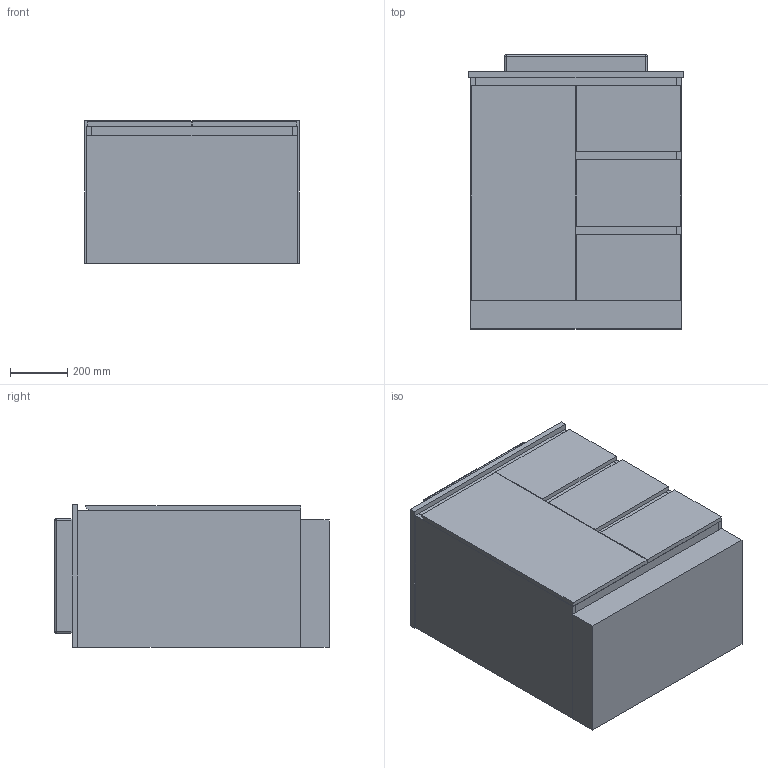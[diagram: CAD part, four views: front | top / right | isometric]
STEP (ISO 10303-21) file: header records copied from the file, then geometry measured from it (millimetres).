
FILE_DESCRIPTION (( 'STEP AP214' ), '1' );
FILE_NAME ('FD Benchtop 750 WK ASSEM.STEP', '2019-03-06T04:42:54', ( '' ), ( '' ), 'SwSTEP 2.0', 'SolidWorks 2015', '' );
FILE_SCHEMA (( 'AUTOMOTIVE_DESIGN' ));
Length unit declared in the file: millimetre
Products named in the file (7): 750 semi inset top; FD Benchtop 750 WK ASSEM; 750 semi inset top ASSEM; Posh Solus Semi-Inset Basin; CERAMIC OVERFLOW COVER; FD Benchtop 750 WK; Posh Solus Semi-Inset Basin ASSEM
Assembly tree (6 placements, depth 4):
  FD Benchtop 750 WK ASSEM
    FD Benchtop 750 WK
    750 semi inset top ASSEM
      750 semi inset top
      Posh Solus Semi-Inset Basin ASSEM
        Posh Solus Semi-Inset Basin
        CERAMIC OVERFLOW COVER
Bounding box: 750 x 960.1 x 500 mm (x, y, z)
Volume: 87283986.8 mm3; surface area: 7779679.9 mm2
Topology: 13 solids, 13 shells, 175 faces, 397 edges, 249 vertices
Faces by surface type: plane 128, cylinder 26, torus 8, bspline 7, sphere 6
Entity records: 6040 total; most frequent: CARTESIAN_POINT 1549, DIRECTION 816, ORIENTED_EDGE 786, EDGE_CURVE 393, VECTOR 284, LINE 284, AXIS2_PLACEMENT_3D 266, VERTEX_POINT 249
